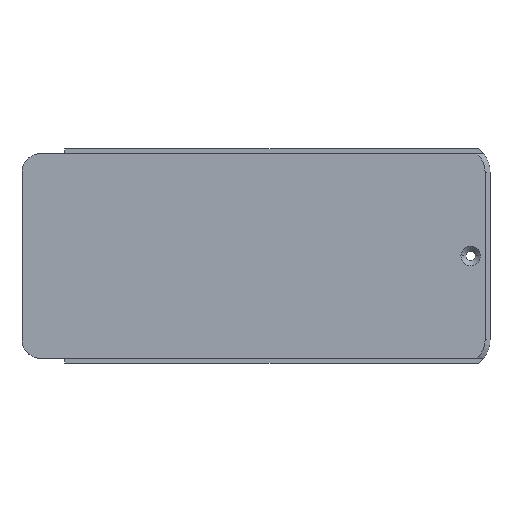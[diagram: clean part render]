
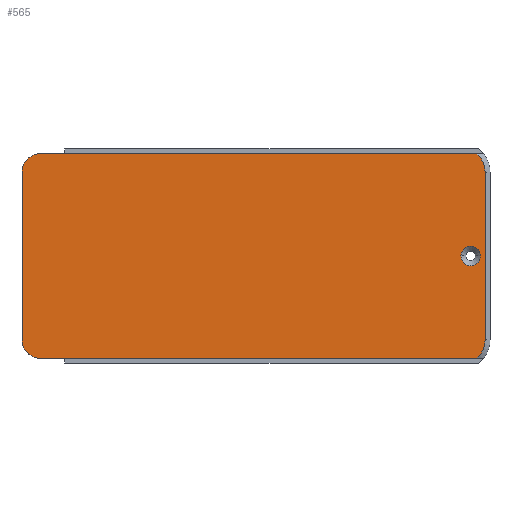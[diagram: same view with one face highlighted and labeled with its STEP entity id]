
A CAD part, top view. The second image highlights one B-rep face of the part: STEP entity #565.
In plain terms, the highlighted planar face has unit normal (0, 0, 1).
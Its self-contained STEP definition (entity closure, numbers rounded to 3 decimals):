
#75=CARTESIAN_POINT('',(93.237,1.447,16.));
#135=CARTESIAN_POINT('',(93.237,-40.787,16.));
#159=CARTESIAN_POINT('',(89.987,-2.353,16.));
#160=DIRECTION('',(0.,0.,1.));
#161=DIRECTION('',(1.,0.,0.));
#162=AXIS2_PLACEMENT_3D('',#159,#160,#161);
#164=DIRECTION('',(0.,1.,0.));
#165=VECTOR('',#164,34.634);
#166=CARTESIAN_POINT('',(94.987,-36.987,16.));
#167=LINE('',#166,#165);
#168=CARTESIAN_POINT('',(89.987,-36.987,16.));
#169=DIRECTION('',(0.,0.,1.));
#170=DIRECTION('',(0.65,-0.76,0.));
#171=AXIS2_PLACEMENT_3D('',#168,#169,#170);
#173=DIRECTION('',(1.,0.,0.));
#174=VECTOR('',#173,90.044);
#175=CARTESIAN_POINT('',(3.193,-40.787,16.));
#176=LINE('',#175,#174);
#177=CARTESIAN_POINT('',(3.193,-36.987,16.));
#178=DIRECTION('',(0.,0.,1.));
#179=DIRECTION('',(-1.,0.,0.));
#180=AXIS2_PLACEMENT_3D('',#177,#178,#179);
#182=DIRECTION('',(0.,-1.,0.));
#183=VECTOR('',#182,34.634);
#184=CARTESIAN_POINT('',(-0.607,-2.353,
16.));
#185=LINE('',#184,#183);
#186=CARTESIAN_POINT('',(3.193,-2.353,16.));
#187=DIRECTION('',(0.,0.,1.));
#188=DIRECTION('',(0.,1.,0.));
#189=AXIS2_PLACEMENT_3D('',#186,#187,#188);
#191=DIRECTION('',(-1.,0.,0.));
#192=VECTOR('',#191,90.044);
#193=CARTESIAN_POINT('',(93.237,1.447,16.));
#194=LINE('',#193,#192);
#195=CARTESIAN_POINT('',(91.987,-19.67,16.));
#196=DIRECTION('',(0.,0.,-1.));
#197=DIRECTION('',(1.,0.,0.));
#198=AXIS2_PLACEMENT_3D('',#195,#196,#197);
#200=CARTESIAN_POINT('',(91.987,-19.67,16.));
#201=DIRECTION('',(0.,0.,-1.));
#202=DIRECTION('',(-1.,0.,0.));
#203=AXIS2_PLACEMENT_3D('',#200,#201,#202);
#271=CARTESIAN_POINT('',(3.193,1.447,16.));
#272=CARTESIAN_POINT('',(-0.607,-2.353,
16.));
#273=VERTEX_POINT('',#271);
#274=VERTEX_POINT('',#272);
#275=CARTESIAN_POINT('',(-0.607,-36.987,
16.));
#276=VERTEX_POINT('',#275);
#277=CARTESIAN_POINT('',(3.193,-40.787,16.));
#278=VERTEX_POINT('',#277);
#279=VERTEX_POINT('',#75);
#283=CARTESIAN_POINT('',(94.987,-2.353,16.));
#284=VERTEX_POINT('',#283);
#285=CARTESIAN_POINT('',(94.987,-36.987,16.));
#286=VERTEX_POINT('',#285);
#290=VERTEX_POINT('',#135);
#323=CARTESIAN_POINT('',(93.987,-19.67,16.));
#324=CARTESIAN_POINT('',(89.987,-19.67,16.));
#325=VERTEX_POINT('',#323);
#326=VERTEX_POINT('',#324);
#539=CARTESIAN_POINT('',(0.,0.,16.));
#540=DIRECTION('',(0.,0.,1.));
#541=DIRECTION('',(1.,0.,0.));
#542=AXIS2_PLACEMENT_3D('',#539,#540,#541);
#543=PLANE('',#542);
#545=ORIENTED_EDGE('',*,*,#544,.F.);
#547=ORIENTED_EDGE('',*,*,#546,.F.);
#548=ORIENTED_EDGE('',*,*,#531,.F.);
#549=ORIENTED_EDGE('',*,*,#474,.F.);
#551=ORIENTED_EDGE('',*,*,#550,.F.);
#553=ORIENTED_EDGE('',*,*,#552,.F.);
#555=ORIENTED_EDGE('',*,*,#554,.F.);
#556=ORIENTED_EDGE('',*,*,#398,.F.);
#557=EDGE_LOOP('',(#545,#547,#548,#549,#551,#553,#555,#556));
#558=FACE_OUTER_BOUND('',#557,.F.);
#560=ORIENTED_EDGE('',*,*,#559,.F.);
#562=ORIENTED_EDGE('',*,*,#561,.F.);
#563=EDGE_LOOP('',(#560,#562));
#564=FACE_BOUND('',#563,.F.);
#565=ADVANCED_FACE('',(#558,#564),#543,.T.);
#163=CIRCLE('',#162,5.);
#172=CIRCLE('',#171,5.);
#181=CIRCLE('',#180,3.8);
#190=CIRCLE('',#189,3.8);
#199=CIRCLE('',#198,2.);
#204=CIRCLE('',#203,2.);
#398=EDGE_CURVE('',#279,#273,#194,.T.);
#474=EDGE_CURVE('',#278,#290,#176,.T.);
#531=EDGE_CURVE('',#290,#286,#172,.T.);
#544=EDGE_CURVE('',#284,#279,#163,.T.);
#546=EDGE_CURVE('',#286,#284,#167,.T.);
#550=EDGE_CURVE('',#276,#278,#181,.T.);
#552=EDGE_CURVE('',#274,#276,#185,.T.);
#554=EDGE_CURVE('',#273,#274,#190,.T.);
#559=EDGE_CURVE('',#325,#326,#199,.T.);
#561=EDGE_CURVE('',#326,#325,#204,.T.);
